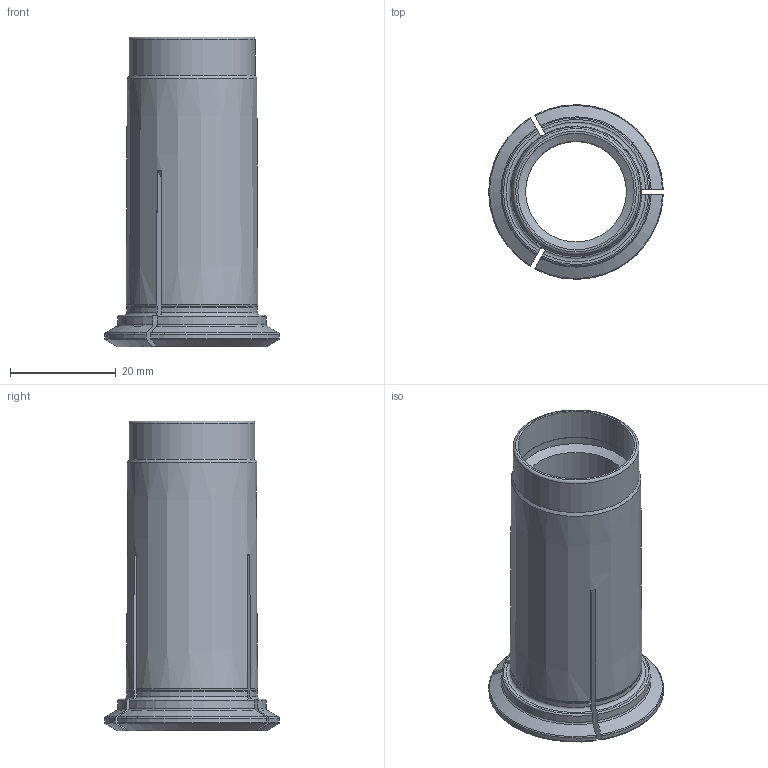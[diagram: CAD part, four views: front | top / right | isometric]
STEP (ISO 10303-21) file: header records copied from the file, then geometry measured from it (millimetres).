
FILE_DESCRIPTION(/* description */ (''),/* implementation_level */ '2;1');
FILE_NAME(/* name */ '172519050.stp',/* time_stamp */ '2021-01-08T12:19:06',/* author */ ('LRA'),/* organization */ ('REGO-FIX'),/* preprocessor_version */ ' Unknown',/* originating_system */ 'SIEMENS PLM Software Solid Edge ST10',/* authorization */ 'Unknown');
FILE_SCHEMA (('AUTOMOTIVE_DESIGN { 1 0 10303 214 2 1 1}'));
Length unit declared in the file: millimetre
Products named in the file (1): NOCUT
Bounding box: 32.99 x 33 x 58.5 mm (x, y, z)
Surface area: 9483.3 mm2 (no closed solid volume)
Topology: 0 solids, 1 shells, 62 faces, 184 edges, 121 vertices
Faces by surface type: torus 19, plane 18, cylinder 13, cone 12
Full cylindrical faces by diameter (mm): 19.05 x1, 22 x1, 22.2 x1, 23.8 x1
Entity records: 2559 total; most frequent: CARTESIAN_POINT 470, ORIENTED_EDGE 344, DIRECTION 341, EDGE_CURVE 172, AXIS2_PLACEMENT_3D 139, VERTEX_POINT 118, EDGE_LOOP 76, FACE_BOUND 76
